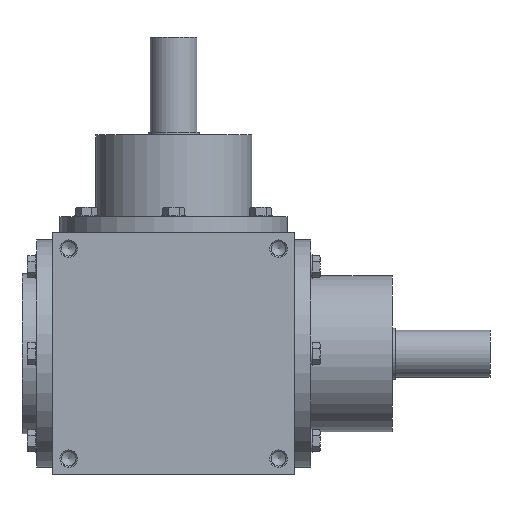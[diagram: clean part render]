
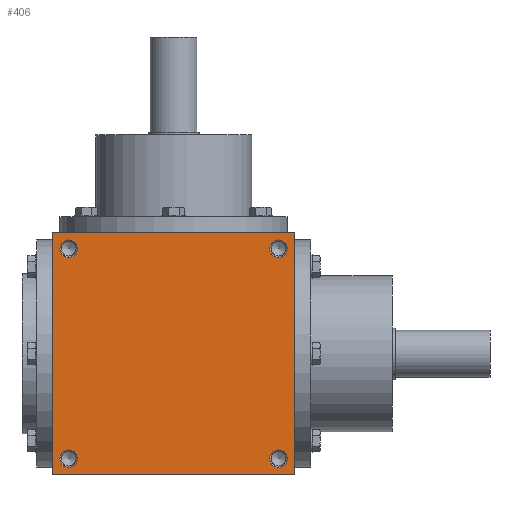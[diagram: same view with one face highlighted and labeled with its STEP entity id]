
A CAD part, front view. The second image highlights one B-rep face of the part: STEP entity #406.
In plain terms, the highlighted planar face has unit normal (0, -1, 0).
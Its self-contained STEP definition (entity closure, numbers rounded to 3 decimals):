
#406 = ADVANCED_FACE( '', ( #807, #808, #809, #810, #811 ), #812, .F. );
#807 = FACE_BOUND( '', #1408, .T. );
#808 = FACE_BOUND( '', #1409, .T. );
#809 = FACE_BOUND( '', #1410, .T. );
#810 = FACE_BOUND( '', #1411, .T. );
#811 = FACE_OUTER_BOUND( '', #1412, .T. );
#812 = PLANE( '', #1413 );
#1408 = EDGE_LOOP( '', ( #2018 ) );
#1409 = EDGE_LOOP( '', ( #2019 ) );
#1410 = EDGE_LOOP( '', ( #2020 ) );
#1411 = EDGE_LOOP( '', ( #2021 ) );
#1412 = EDGE_LOOP( '', ( #2022, #2023, #2024, #2025 ) );
#1413 = AXIS2_PLACEMENT_3D( '', #2026, #2027, #2028 );
#2018 = ORIENTED_EDGE( '', *, *, #3108, .T. );
#2019 = ORIENTED_EDGE( '', *, *, #3082, .T. );
#2020 = ORIENTED_EDGE( '', *, *, #3109, .F. );
#2021 = ORIENTED_EDGE( '', *, *, #3110, .F. );
#2022 = ORIENTED_EDGE( '', *, *, #3111, .T. );
#2023 = ORIENTED_EDGE( '', *, *, #3112, .F. );
#2024 = ORIENTED_EDGE( '', *, *, #3113, .F. );
#2025 = ORIENTED_EDGE( '', *, *, #3114, .T. );
#2026 = CARTESIAN_POINT( '', ( -83., -83., 83. ) );
#2027 = DIRECTION( '', ( 0., 1., 0. ) );
#2028 = DIRECTION( '', ( 0., 0., 1. ) );
#3082 = EDGE_CURVE( '', #3502, #3502, #3503, .T. );
#3108 = EDGE_CURVE( '', #3546, #3546, #3547, .T. );
#3109 = EDGE_CURVE( '', #3548, #3548, #3549, .T. );
#3110 = EDGE_CURVE( '', #3550, #3550, #3551, .T. );
#3111 = EDGE_CURVE( '', #3552, #3553, #3554, .T. );
#3112 = EDGE_CURVE( '', #3555, #3553, #3556, .T. );
#3113 = EDGE_CURVE( '', #3557, #3555, #3558, .T. );
#3114 = EDGE_CURVE( '', #3557, #3552, #3559, .T. );
#3502 = VERTEX_POINT( '', #4091 );
#3503 = CIRCLE( '', #4092, 6. );
#3546 = VERTEX_POINT( '', #4135 );
#3547 = CIRCLE( '', #4136, 6. );
#3548 = VERTEX_POINT( '', #4137 );
#3549 = CIRCLE( '', #4138, 6. );
#3550 = VERTEX_POINT( '', #4139 );
#3551 = CIRCLE( '', #4140, 6. );
#3552 = VERTEX_POINT( '', #4141 );
#3553 = VERTEX_POINT( '', #4142 );
#3554 = LINE( '', #4143, #4144 );
#3555 = VERTEX_POINT( '', #4145 );
#3556 = LINE( '', #4146, #4147 );
#3557 = VERTEX_POINT( '', #4148 );
#3558 = LINE( '', #4149, #4150 );
#3559 = LINE( '', #4151, #4152 );
#4091 = CARTESIAN_POINT( '', ( -72., -83., 78. ) );
#4092 = AXIS2_PLACEMENT_3D( '', #4850, #4851, #4852 );
#4135 = CARTESIAN_POINT( '', ( -72., -83., -66. ) );
#4136 = AXIS2_PLACEMENT_3D( '', #4907, #4908, #4909 );
#4137 = CARTESIAN_POINT( '', ( 72., -83., -78. ) );
#4138 = AXIS2_PLACEMENT_3D( '', #4910, #4911, #4912 );
#4139 = CARTESIAN_POINT( '', ( 72., -83., 66. ) );
#4140 = AXIS2_PLACEMENT_3D( '', #4913, #4914, #4915 );
#4141 = CARTESIAN_POINT( '', ( -83., -83., -83. ) );
#4142 = CARTESIAN_POINT( '', ( 83., -83., -83. ) );
#4143 = CARTESIAN_POINT( '', ( -83., -83., -83. ) );
#4144 = VECTOR( '', #4916, 1000. );
#4145 = CARTESIAN_POINT( '', ( 83., -83., 83. ) );
#4146 = CARTESIAN_POINT( '', ( 83., -83., 83. ) );
#4147 = VECTOR( '', #4917, 1000. );
#4148 = CARTESIAN_POINT( '', ( -83., -83., 83. ) );
#4149 = CARTESIAN_POINT( '', ( -83., -83., 83. ) );
#4150 = VECTOR( '', #4918, 1000. );
#4151 = CARTESIAN_POINT( '', ( -83., -83., 83. ) );
#4152 = VECTOR( '', #4919, 1000. );
#4850 = CARTESIAN_POINT( '', ( -72., -83., 72. ) );
#4851 = DIRECTION( '', ( 0., 1., 0. ) );
#4852 = DIRECTION( '', ( 0., 0., 1. ) );
#4907 = CARTESIAN_POINT( '', ( -72., -83., -72. ) );
#4908 = DIRECTION( '', ( 0., 1., 0. ) );
#4909 = DIRECTION( '', ( 0., 0., 1. ) );
#4910 = CARTESIAN_POINT( '', ( 72., -83., -72. ) );
#4911 = DIRECTION( '', ( 0., -1., 0. ) );
#4912 = DIRECTION( '', ( 0., 0., -1. ) );
#4913 = CARTESIAN_POINT( '', ( 72., -83., 72. ) );
#4914 = DIRECTION( '', ( 0., -1., 0. ) );
#4915 = DIRECTION( '', ( 0., 0., -1. ) );
#4916 = DIRECTION( '', ( 1., 0., 0. ) );
#4917 = DIRECTION( '', ( 0., 0., -1. ) );
#4918 = DIRECTION( '', ( 1., 0., 0. ) );
#4919 = DIRECTION( '', ( 0., 0., -1. ) );
